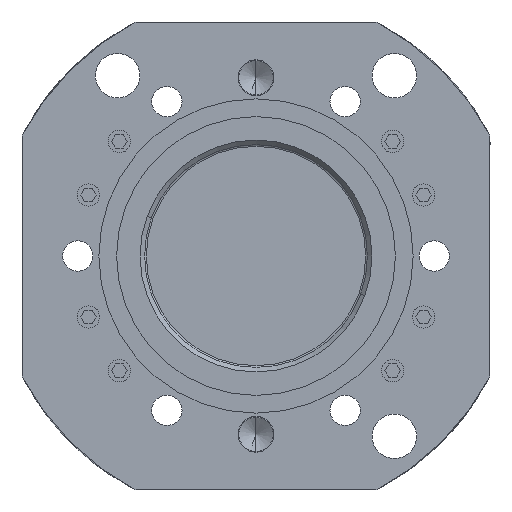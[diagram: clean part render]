
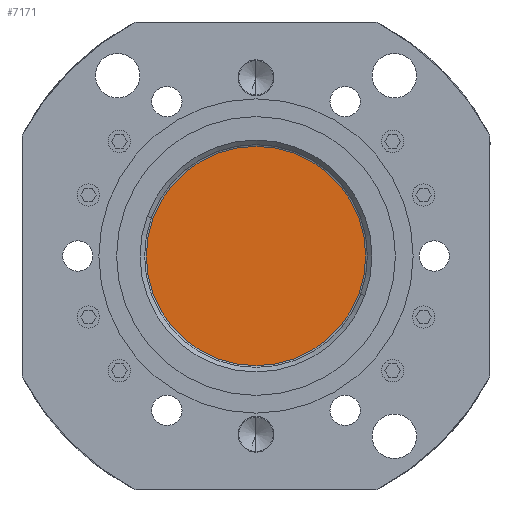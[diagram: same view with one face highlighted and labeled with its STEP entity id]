
A CAD part, front view. The second image highlights one B-rep face of the part: STEP entity #7171.
In plain terms, the highlighted planar face has unit normal (0, -1, 0).
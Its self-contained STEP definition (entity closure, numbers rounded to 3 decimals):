
#975 = DIRECTION ( 'NONE',  ( 0., 1., 0. ) ) ;
#1538 = AXIS2_PLACEMENT_3D ( 'NONE', #20109, #9191, #21954 ) ;
#4146 = ORIENTED_EDGE ( 'NONE', *, *, #16544, .F. ) ;
#4768 = ORIENTED_EDGE ( 'NONE', *, *, #15300, .F. ) ;
#7171 = ADVANCED_FACE ( 'NONE', ( #9870 ), #7301, .T. ) ;
#7301 = PLANE ( 'NONE',  #1538 ) ;
#8481 = CARTESIAN_POINT ( 'NONE',  ( -23.116, -17.5, 8.414 ) ) ;
#8490 = DIRECTION ( 'NONE',  ( 0., 1., 0. ) ) ;
#9191 = DIRECTION ( 'NONE',  ( 0., -1., 0. ) ) ;
#9712 = EDGE_LOOP ( 'NONE', ( #4146, #4768 ) ) ;
#9870 = FACE_OUTER_BOUND ( 'NONE', #9712, .T. ) ;
#11963 = AXIS2_PLACEMENT_3D ( 'NONE', #12218, #975, #14031 ) ;
#12218 = CARTESIAN_POINT ( 'NONE',  ( 0., -17.5, 0. ) ) ;
#12222 = CARTESIAN_POINT ( 'NONE',  ( 23.116, -17.5, -8.414 ) ) ;
#14031 = DIRECTION ( 'NONE',  ( 0.94, 0., -0.342 ) ) ;
#14787 = CIRCLE ( 'NONE', #11963, 24.6 ) ;
#15300 = EDGE_CURVE ( 'NONE', #18223, #21529, #14787, .T. ) ;
#16544 = EDGE_CURVE ( 'NONE', #21529, #18223, #16801, .T. ) ;
#16801 = CIRCLE ( 'NONE', #17894, 24.6 ) ;
#17894 = AXIS2_PLACEMENT_3D ( 'NONE', #19422, #8490, #21284 ) ;
#18223 = VERTEX_POINT ( 'NONE', #8481 ) ;
#19422 = CARTESIAN_POINT ( 'NONE',  ( 0., -17.5, 0. ) ) ;
#20109 = CARTESIAN_POINT ( 'NONE',  ( -8.414, -17.5, -23.116 ) ) ;
#21284 = DIRECTION ( 'NONE',  ( 0.94, 0., -0.342 ) ) ;
#21529 = VERTEX_POINT ( 'NONE', #12222 ) ;
#21954 = DIRECTION ( 'NONE',  ( -0.94, 0., 0.342 ) ) ;
